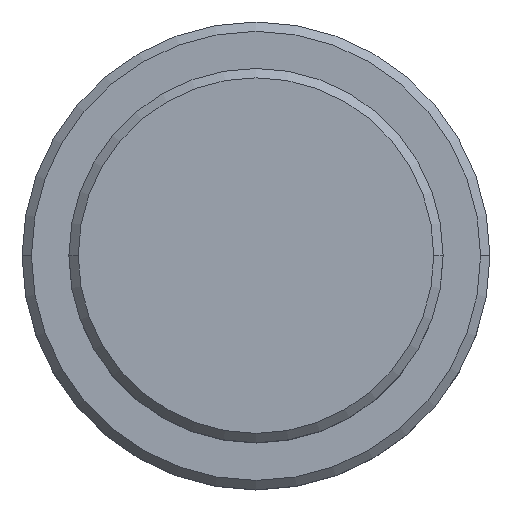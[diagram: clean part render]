
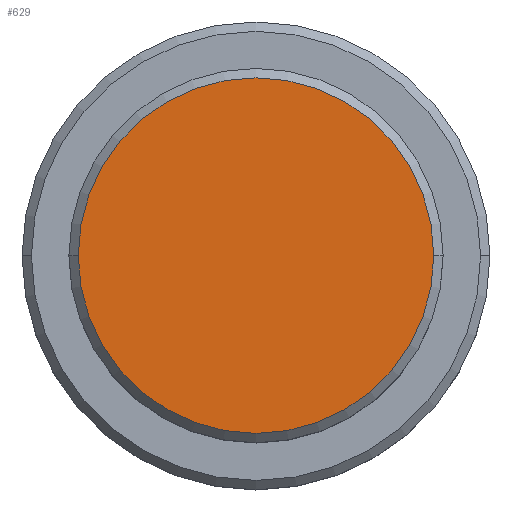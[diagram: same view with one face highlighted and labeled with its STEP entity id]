
A CAD part, top view. The second image highlights one B-rep face of the part: STEP entity #629.
In plain terms, the highlighted planar face has unit normal (0, 0, 1).
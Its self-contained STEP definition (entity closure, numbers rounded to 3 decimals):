
#8 = DIRECTION ( 'NONE',  ( 1., 0., 0. ) ) ;
#75 = ORIENTED_EDGE ( 'NONE', *, *, #1181, .T. ) ;
#89 = CARTESIAN_POINT ( 'NONE',  ( 9.5, 0., 0. ) ) ;
#113 = CARTESIAN_POINT ( 'NONE',  ( 0., 0., 0. ) ) ;
#231 = AXIS2_PLACEMENT_3D ( 'NONE', #1263, #705, #713 ) ;
#271 = PLANE ( 'NONE',  #231 ) ;
#320 = CARTESIAN_POINT ( 'NONE',  ( 0., 0., 0. ) ) ;
#383 = EDGE_CURVE ( 'NONE', #780, #970, #886, .T. ) ;
#629 = ADVANCED_FACE ( 'NONE', ( #1149 ), #271, .T. ) ;
#705 = DIRECTION ( 'NONE',  ( 0., 0., 1. ) ) ;
#713 = DIRECTION ( 'NONE',  ( 1., 0., 0. ) ) ;
#757 = DIRECTION ( 'NONE',  ( 0., 0., 1. ) ) ;
#780 = VERTEX_POINT ( 'NONE', #89 ) ;
#786 = EDGE_LOOP ( 'NONE', ( #75, #1416 ) ) ;
#886 = CIRCLE ( 'NONE', #1215, 9.5 ) ;
#970 = VERTEX_POINT ( 'NONE', #1030 ) ;
#1030 = CARTESIAN_POINT ( 'NONE',  ( -9.5, 0., 0. ) ) ;
#1057 = DIRECTION ( 'NONE',  ( 1., 0., 0. ) ) ;
#1149 = FACE_OUTER_BOUND ( 'NONE', #786, .T. ) ;
#1181 = EDGE_CURVE ( 'NONE', #970, #780, #1367, .T. ) ;
#1215 = AXIS2_PLACEMENT_3D ( 'NONE', #113, #1401, #8 ) ;
#1263 = CARTESIAN_POINT ( 'NONE',  ( 0., 0., 0. ) ) ;
#1335 = AXIS2_PLACEMENT_3D ( 'NONE', #320, #757, #1057 ) ;
#1367 = CIRCLE ( 'NONE', #1335, 9.5 ) ;
#1401 = DIRECTION ( 'NONE',  ( 0., 0., 1. ) ) ;
#1416 = ORIENTED_EDGE ( 'NONE', *, *, #383, .T. ) ;
